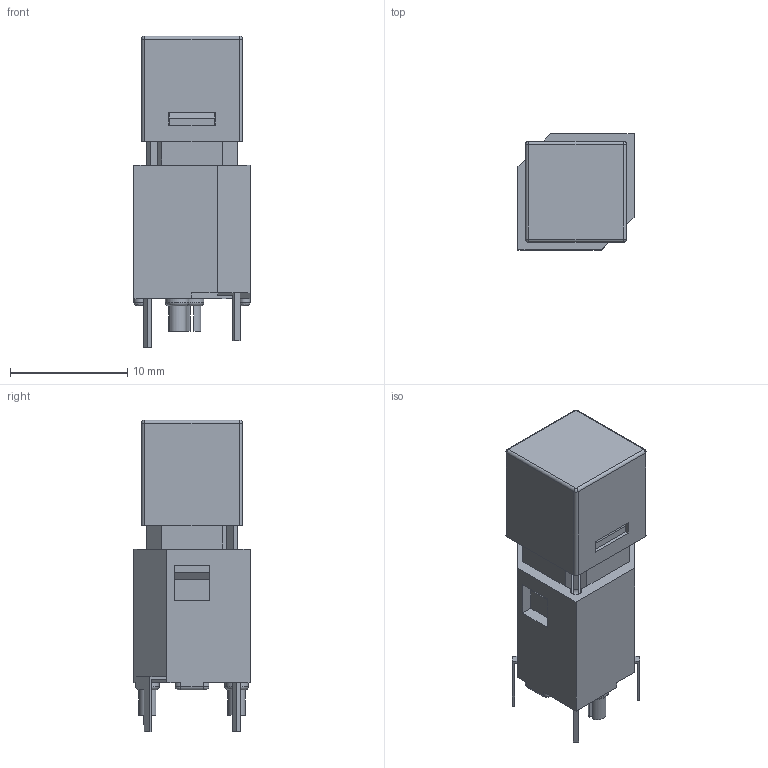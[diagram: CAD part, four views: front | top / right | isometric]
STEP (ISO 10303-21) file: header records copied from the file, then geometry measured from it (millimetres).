
FILE_DESCRIPTION((' '),'2;1');
FILE_NAME('LP2S2xxxxxx-N.stp','2017-07-27T08:14:49',(' '),(' '),' ','ACIS',' ');
FILE_SCHEMA(('CONFIG_CONTROL_DESIGN'));
Length unit declared in the file: inch
Products named in the file (1): LP2S2xxxxxx-N.stp
Bounding box: 9.9 x 9.9 x 26.6 mm (x, y, z)
Volume: 1080.8 mm3; surface area: 2369.1 mm2
Topology: 1 solids, 1 shells, 249 faces, 698 edges, 452 vertices
Faces by surface type: plane 199, cylinder 39, sphere 5, bspline 4, torus 2
Full cylindrical faces by diameter (mm): 2 x1, 2.8 x1, 3.2 x2, 4.6 x1, 4.8 x1
Entity records: 8095 total; most frequent: CARTESIAN_POINT 1572, ORIENTED_EDGE 1364, DIRECTION 1259, EDGE_CURVE 682, VECTOR 595, LINE 595, VERTEX_POINT 446, AXIS2_PLACEMENT_3D 332
